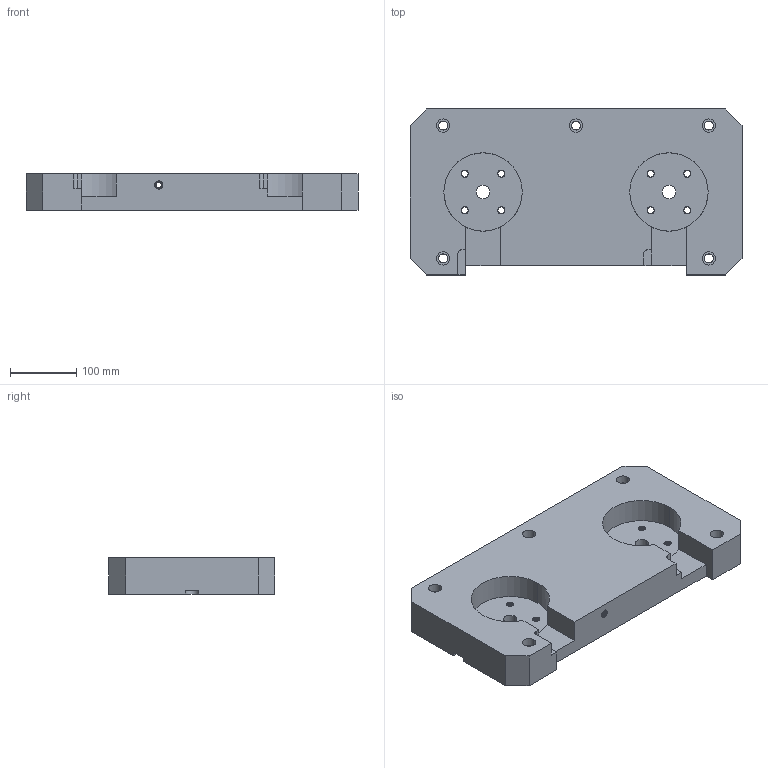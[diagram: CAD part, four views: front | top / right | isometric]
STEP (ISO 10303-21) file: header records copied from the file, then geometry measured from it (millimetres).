
FILE_DESCRIPTION(('modularis output'),'2;1');
FILE_NAME('EH1990120.stp','12:50:09 2003/08/28',( 'modularis software ag'),('modularis software ag'), 'unknown preprocess','ACIS','unknown authorization');
FILE_SCHEMA(('CONFIG_CONTROL_DESIGN {UNKNOWN IMPLEMENTATION LEVEL}'));
Length unit declared in the file: millimetre
Products named in the file (1): PRODUCT_ID_37
Bounding box: 500 x 250 x 55 mm (x, y, z)
Volume: 5401053.4 mm3; surface area: 375699.6 mm2
Topology: 1 solids, 1 shells, 1513 faces, 3258 edges, 1754 vertices
Faces by surface type: cone 580, torus 560, cylinder 337, plane 36
Entity records: 30394 total; most frequent: ORIENTED_EDGE 6516, CARTESIAN_POINT 4433, DIRECTION 4365, EDGE_CURVE 3258, VERTEX_POINT 1754, AXIS2_PLACEMENT_3D 1686, EDGE_LOOP 1552, FACE_BOUND 1552
